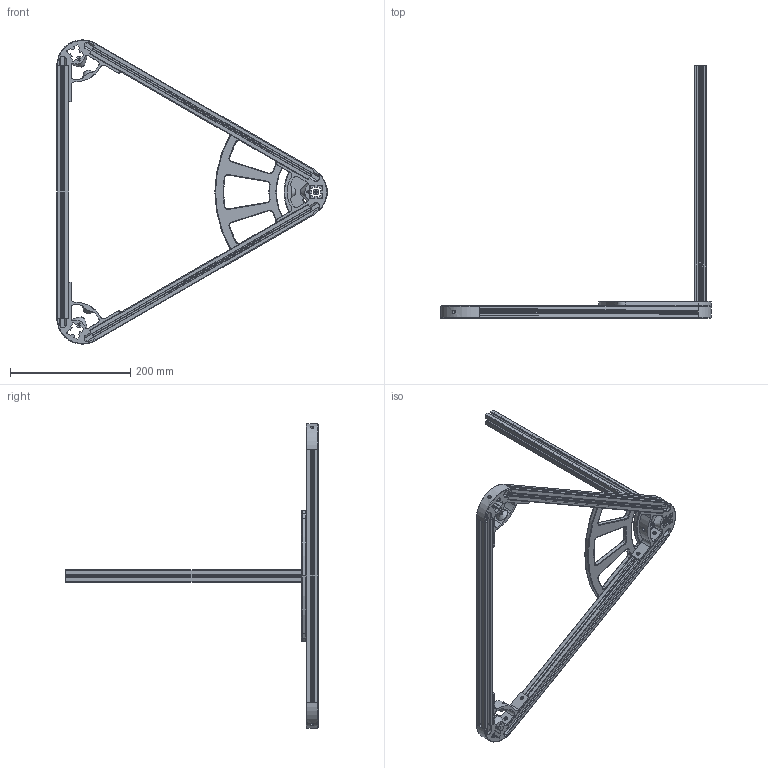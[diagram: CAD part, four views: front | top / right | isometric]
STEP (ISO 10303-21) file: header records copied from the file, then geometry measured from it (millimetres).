
FILE_DESCRIPTION (( 'STEP AP203' ), '1' );
FILE_NAME ('bracing_build.step', '2016-03-08T04:38:17', ( '' ), ( '' ), 'SwSTEP 2.0', 'SolidWorks 2015', '' );
FILE_SCHEMA (( 'CONFIG_CONTROL_DESIGN' ));
Length unit declared in the file: millimetre
Products named in the file (5): assembled_lower_upper_frame_Upper; top_brace; bracing_build; vertex_Upper; misumi-HFSB5-2020-extrusion_420mm
Assembly tree (9 placements, depth 3):
  bracing_build
    assembled_lower_upper_frame_Upper
      vertex_Upper  x3
      misumi-HFSB5-2020-extrusion_420mm  x3
    misumi-HFSB5-2020-extrusion_420mm
    top_brace
Bounding box: 449.92 x 420 x 506.19 mm (x, y, z)
Volume: 570783.2 mm3; surface area: 394230.3 mm2
Topology: 8 solids, 8 shells, 1081 faces, 2960 edges, 1928 vertices
Faces by surface type: plane 560, cylinder 407, torus 92, cone 12, sphere 10
Entity records: 16525 total; most frequent: CARTESIAN_POINT 3056, DIRECTION 2868, ORIENTED_EDGE 2616, EDGE_CURVE 1308, AXIS2_PLACEMENT_3D 1080, VERTEX_POINT 828, LINE 708, VECTOR 708
